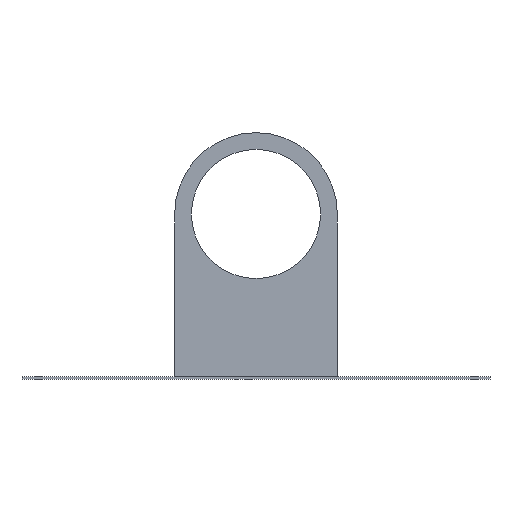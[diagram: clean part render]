
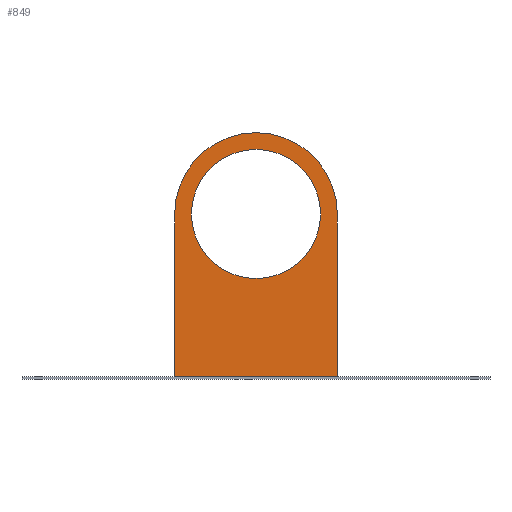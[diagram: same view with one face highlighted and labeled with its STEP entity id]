
A CAD part, front view. The second image highlights one B-rep face of the part: STEP entity #849.
In plain terms, the highlighted planar face has unit normal (0, -1, 0).
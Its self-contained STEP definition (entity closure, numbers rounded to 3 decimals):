
#126 = PLANE('',#127);
#127 = AXIS2_PLACEMENT_3D('',#128,#129,#130);
#128 = CARTESIAN_POINT('',(-69.735,-26.,0.4));
#129 = DIRECTION('',(0.,0.,1.));
#130 = DIRECTION('',(1.,0.,0.));
#338 = VERTEX_POINT('',#339);
#339 = CARTESIAN_POINT('',(-24.235,-0.886,0.4));
#353 = PLANE('',#354);
#354 = AXIS2_PLACEMENT_3D('',#355,#356,#357);
#355 = CARTESIAN_POINT('',(-24.235,0.886,
    -23.835));
#356 = DIRECTION('',(1.,0.,0.));
#357 = DIRECTION('',(0.,-1.,0.));
#394 = VERTEX_POINT('',#395);
#395 = CARTESIAN_POINT('',(24.235,-0.886,0.4));
#409 = PLANE('',#410);
#410 = AXIS2_PLACEMENT_3D('',#411,#412,#413);
#411 = CARTESIAN_POINT('',(24.235,0.886,
    -23.835));
#412 = DIRECTION('',(1.,0.,0.));
#413 = DIRECTION('',(0.,-1.,0.));
#421 = EDGE_CURVE('',#338,#394,#422,.T.);
#422 = SURFACE_CURVE('',#423,(#427,#434),.PCURVE_S1.);
#423 = LINE('',#424,#425);
#424 = CARTESIAN_POINT('',(0.,-0.886,0.4));
#425 = VECTOR('',#426,1.);
#426 = DIRECTION('',(1.,0.,0.));
#427 = PCURVE('',#126,#428);
#428 = DEFINITIONAL_REPRESENTATION('',(#429),#433);
#429 = LINE('',#430,#431);
#430 = CARTESIAN_POINT('',(69.735,25.114));
#431 = VECTOR('',#432,1.);
#432 = DIRECTION('',(1.,0.));
#433 = ( GEOMETRIC_REPRESENTATION_CONTEXT(2) 
PARAMETRIC_REPRESENTATION_CONTEXT() REPRESENTATION_CONTEXT('2D SPACE',''
  ) );
#434 = PCURVE('',#435,#440);
#435 = PLANE('',#436);
#436 = AXIS2_PLACEMENT_3D('',#437,#438,#439);
#437 = CARTESIAN_POINT('',(-24.235,-0.886,
    -23.835));
#438 = DIRECTION('',(0.,-1.,0.));
#439 = DIRECTION('',(1.,0.,0.));
#440 = DEFINITIONAL_REPRESENTATION('',(#441),#445);
#441 = LINE('',#442,#443);
#442 = CARTESIAN_POINT('',(24.235,24.235));
#443 = VECTOR('',#444,1.);
#444 = DIRECTION('',(1.,0.));
#445 = ( GEOMETRIC_REPRESENTATION_CONTEXT(2) 
PARAMETRIC_REPRESENTATION_CONTEXT() REPRESENTATION_CONTEXT('2D SPACE',''
  ) );
#777 = EDGE_CURVE('',#338,#778,#780,.T.);
#778 = VERTEX_POINT('',#779);
#779 = CARTESIAN_POINT('',(-24.235,-0.886,
    48.881));
#780 = SURFACE_CURVE('',#781,(#785,#792),.PCURVE_S1.);
#781 = LINE('',#782,#783);
#782 = CARTESIAN_POINT('',(-24.235,-0.886,
    -23.835));
#783 = VECTOR('',#784,1.);
#784 = DIRECTION('',(0.,0.,1.));
#785 = PCURVE('',#353,#786);
#786 = DEFINITIONAL_REPRESENTATION('',(#787),#791);
#787 = LINE('',#788,#789);
#788 = CARTESIAN_POINT('',(1.773,0.));
#789 = VECTOR('',#790,1.);
#790 = DIRECTION('',(0.,-1.));
#791 = ( GEOMETRIC_REPRESENTATION_CONTEXT(2) 
PARAMETRIC_REPRESENTATION_CONTEXT() REPRESENTATION_CONTEXT('2D SPACE',''
  ) );
#792 = PCURVE('',#435,#793);
#793 = DEFINITIONAL_REPRESENTATION('',(#794),#798);
#794 = LINE('',#795,#796);
#795 = CARTESIAN_POINT('',(0.,0.));
#796 = VECTOR('',#797,1.);
#797 = DIRECTION('',(0.,1.));
#798 = ( GEOMETRIC_REPRESENTATION_CONTEXT(2) 
PARAMETRIC_REPRESENTATION_CONTEXT() REPRESENTATION_CONTEXT('2D SPACE',''
  ) );
#838 = CYLINDRICAL_SURFACE('',#839,24.225);
#839 = AXIS2_PLACEMENT_3D('',#840,#841,#842);
#840 = CARTESIAN_POINT('',(-0.01,0.886,
    48.881));
#841 = DIRECTION('',(0.,-1.,0.));
#842 = DIRECTION('',(-1.,-0.,0.));
#849 = ADVANCED_FACE('',(#850,#960),#435,.T.);
#850 = FACE_BOUND('',#851,.T.);
#851 = EDGE_LOOP('',(#852,#853,#854,#877,#906,#934));
#852 = ORIENTED_EDGE('',*,*,#777,.F.);
#853 = ORIENTED_EDGE('',*,*,#421,.T.);
#854 = ORIENTED_EDGE('',*,*,#855,.T.);
#855 = EDGE_CURVE('',#394,#856,#858,.T.);
#856 = VERTEX_POINT('',#857);
#857 = CARTESIAN_POINT('',(24.235,-0.886,
    48.881));
#858 = SURFACE_CURVE('',#859,(#863,#870),.PCURVE_S1.);
#859 = LINE('',#860,#861);
#860 = CARTESIAN_POINT('',(24.235,-0.886,
    -23.835));
#861 = VECTOR('',#862,1.);
#862 = DIRECTION('',(0.,0.,1.));
#863 = PCURVE('',#435,#864);
#864 = DEFINITIONAL_REPRESENTATION('',(#865),#869);
#865 = LINE('',#866,#867);
#866 = CARTESIAN_POINT('',(48.471,0.));
#867 = VECTOR('',#868,1.);
#868 = DIRECTION('',(0.,1.));
#869 = ( GEOMETRIC_REPRESENTATION_CONTEXT(2) 
PARAMETRIC_REPRESENTATION_CONTEXT() REPRESENTATION_CONTEXT('2D SPACE',''
  ) );
#870 = PCURVE('',#409,#871);
#871 = DEFINITIONAL_REPRESENTATION('',(#872),#876);
#872 = LINE('',#873,#874);
#873 = CARTESIAN_POINT('',(1.773,0.));
#874 = VECTOR('',#875,1.);
#875 = DIRECTION('',(0.,-1.));
#876 = ( GEOMETRIC_REPRESENTATION_CONTEXT(2) 
PARAMETRIC_REPRESENTATION_CONTEXT() REPRESENTATION_CONTEXT('2D SPACE',''
  ) );
#877 = ORIENTED_EDGE('',*,*,#878,.T.);
#878 = EDGE_CURVE('',#856,#879,#881,.T.);
#879 = VERTEX_POINT('',#880);
#880 = CARTESIAN_POINT('',(0.01,-0.886,
    73.106));
#881 = SURFACE_CURVE('',#882,(#887,#894),.PCURVE_S1.);
#882 = CIRCLE('',#883,24.225);
#883 = AXIS2_PLACEMENT_3D('',#884,#885,#886);
#884 = CARTESIAN_POINT('',(0.01,-0.886,
    48.881));
#885 = DIRECTION('',(0.,-1.,0.));
#886 = DIRECTION('',(0.,-0.,-1.));
#887 = PCURVE('',#435,#888);
#888 = DEFINITIONAL_REPRESENTATION('',(#889),#893);
#889 = CIRCLE('',#890,24.225);
#890 = AXIS2_PLACEMENT_2D('',#891,#892);
#891 = CARTESIAN_POINT('',(24.245,72.716));
#892 = DIRECTION('',(0.,-1.));
#893 = ( GEOMETRIC_REPRESENTATION_CONTEXT(2) 
PARAMETRIC_REPRESENTATION_CONTEXT() REPRESENTATION_CONTEXT('2D SPACE',''
  ) );
#894 = PCURVE('',#895,#900);
#895 = CYLINDRICAL_SURFACE('',#896,24.225);
#896 = AXIS2_PLACEMENT_3D('',#897,#898,#899);
#897 = CARTESIAN_POINT('',(0.01,0.886,
    48.881));
#898 = DIRECTION('',(0.,-1.,0.));
#899 = DIRECTION('',(1.,0.,0.));
#900 = DEFINITIONAL_REPRESENTATION('',(#901),#905);
#901 = LINE('',#902,#903);
#902 = CARTESIAN_POINT('',(-1.571,1.773));
#903 = VECTOR('',#904,1.);
#904 = DIRECTION('',(1.,0.));
#905 = ( GEOMETRIC_REPRESENTATION_CONTEXT(2) 
PARAMETRIC_REPRESENTATION_CONTEXT() REPRESENTATION_CONTEXT('2D SPACE',''
  ) );
#906 = ORIENTED_EDGE('',*,*,#907,.F.);
#907 = EDGE_CURVE('',#908,#879,#910,.T.);
#908 = VERTEX_POINT('',#909);
#909 = CARTESIAN_POINT('',(-0.01,-0.886,
    73.106));
#910 = SURFACE_CURVE('',#911,(#915,#922),.PCURVE_S1.);
#911 = LINE('',#912,#913);
#912 = CARTESIAN_POINT('',(-24.235,-0.886,
    73.106));
#913 = VECTOR('',#914,1.);
#914 = DIRECTION('',(1.,0.,0.));
#915 = PCURVE('',#435,#916);
#916 = DEFINITIONAL_REPRESENTATION('',(#917),#921);
#917 = LINE('',#918,#919);
#918 = CARTESIAN_POINT('',(0.,96.942));
#919 = VECTOR('',#920,1.);
#920 = DIRECTION('',(1.,0.));
#921 = ( GEOMETRIC_REPRESENTATION_CONTEXT(2) 
PARAMETRIC_REPRESENTATION_CONTEXT() REPRESENTATION_CONTEXT('2D SPACE',''
  ) );
#922 = PCURVE('',#923,#928);
#923 = PLANE('',#924);
#924 = AXIS2_PLACEMENT_3D('',#925,#926,#927);
#925 = CARTESIAN_POINT('',(-24.235,0.886,
    73.106));
#926 = DIRECTION('',(0.,0.,1.));
#927 = DIRECTION('',(0.,-1.,0.));
#928 = DEFINITIONAL_REPRESENTATION('',(#929),#933);
#929 = LINE('',#930,#931);
#930 = CARTESIAN_POINT('',(1.773,0.));
#931 = VECTOR('',#932,1.);
#932 = DIRECTION('',(0.,1.));
#933 = ( GEOMETRIC_REPRESENTATION_CONTEXT(2) 
PARAMETRIC_REPRESENTATION_CONTEXT() REPRESENTATION_CONTEXT('2D SPACE',''
  ) );
#934 = ORIENTED_EDGE('',*,*,#935,.F.);
#935 = EDGE_CURVE('',#778,#908,#936,.T.);
#936 = SURFACE_CURVE('',#937,(#942,#953),.PCURVE_S1.);
#937 = CIRCLE('',#938,24.225);
#938 = AXIS2_PLACEMENT_3D('',#939,#940,#941);
#939 = CARTESIAN_POINT('',(-0.01,-0.886,
    48.881));
#940 = DIRECTION('',(-0.,1.,0.));
#941 = DIRECTION('',(0.,0.,-1.));
#942 = PCURVE('',#435,#943);
#943 = DEFINITIONAL_REPRESENTATION('',(#944),#952);
#944 = ( BOUNDED_CURVE() B_SPLINE_CURVE(2,(#945,#946,#947,#948,#949,#950
,#951),.UNSPECIFIED.,.T.,.F.) B_SPLINE_CURVE_WITH_KNOTS((1,2,2,2,2,1),(
    -2.094,0.,2.094,4.189,6.283,
8.378),.UNSPECIFIED.) CURVE() GEOMETRIC_REPRESENTATION_ITEM() 
RATIONAL_B_SPLINE_CURVE((1.,0.5,1.,0.5,1.,0.5,1.)) REPRESENTATION_ITEM(
  '') );
#945 = CARTESIAN_POINT('',(24.225,48.491));
#946 = CARTESIAN_POINT('',(-17.734,48.491));
#947 = CARTESIAN_POINT('',(3.246,84.829));
#948 = CARTESIAN_POINT('',(24.225,121.167));
#949 = CARTESIAN_POINT('',(45.205,84.829));
#950 = CARTESIAN_POINT('',(66.185,48.491));
#951 = CARTESIAN_POINT('',(24.225,48.491));
#952 = ( GEOMETRIC_REPRESENTATION_CONTEXT(2) 
PARAMETRIC_REPRESENTATION_CONTEXT() REPRESENTATION_CONTEXT('2D SPACE',''
  ) );
#953 = PCURVE('',#838,#954);
#954 = DEFINITIONAL_REPRESENTATION('',(#955),#959);
#955 = LINE('',#956,#957);
#956 = CARTESIAN_POINT('',(1.571,1.773));
#957 = VECTOR('',#958,1.);
#958 = DIRECTION('',(-1.,0.));
#959 = ( GEOMETRIC_REPRESENTATION_CONTEXT(2) 
PARAMETRIC_REPRESENTATION_CONTEXT() REPRESENTATION_CONTEXT('2D SPACE',''
  ) );
#960 = FACE_BOUND('',#961,.T.);
#961 = EDGE_LOOP('',(#962));
#962 = ORIENTED_EDGE('',*,*,#963,.T.);
#963 = EDGE_CURVE('',#964,#964,#966,.T.);
#964 = VERTEX_POINT('',#965);
#965 = CARTESIAN_POINT('',(19.235,-0.886,
    48.871));
#966 = SURFACE_CURVE('',#967,(#972,#983),.PCURVE_S1.);
#967 = CIRCLE('',#968,19.235);
#968 = AXIS2_PLACEMENT_3D('',#969,#970,#971);
#969 = CARTESIAN_POINT('',(0.,-0.886,48.871));
#970 = DIRECTION('',(-0.,1.,0.));
#971 = DIRECTION('',(1.,0.,0.));
#972 = PCURVE('',#435,#973);
#973 = DEFINITIONAL_REPRESENTATION('',(#974),#982);
#974 = ( BOUNDED_CURVE() B_SPLINE_CURVE(2,(#975,#976,#977,#978,#979,#980
,#981),.UNSPECIFIED.,.T.,.F.) B_SPLINE_CURVE_WITH_KNOTS((1,2,2,2,2,1),(
    -2.094,0.,2.094,4.189,6.283,
8.378),.UNSPECIFIED.) CURVE() GEOMETRIC_REPRESENTATION_ITEM() 
RATIONAL_B_SPLINE_CURVE((1.,0.5,1.,0.5,1.,0.5,1.)) REPRESENTATION_ITEM(
  '') );
#975 = CARTESIAN_POINT('',(43.471,72.706));
#976 = CARTESIAN_POINT('',(43.471,39.39));
#977 = CARTESIAN_POINT('',(14.618,56.048));
#978 = CARTESIAN_POINT('',(-14.235,72.706));
#979 = CARTESIAN_POINT('',(14.618,89.365));
#980 = CARTESIAN_POINT('',(43.471,106.023));
#981 = CARTESIAN_POINT('',(43.471,72.706));
#982 = ( GEOMETRIC_REPRESENTATION_CONTEXT(2) 
PARAMETRIC_REPRESENTATION_CONTEXT() REPRESENTATION_CONTEXT('2D SPACE',''
  ) );
#983 = PCURVE('',#984,#989);
#984 = CYLINDRICAL_SURFACE('',#985,19.235);
#985 = AXIS2_PLACEMENT_3D('',#986,#987,#988);
#986 = CARTESIAN_POINT('',(0.,72.706,48.871));
#987 = DIRECTION('',(0.,1.,0.));
#988 = DIRECTION('',(1.,0.,0.));
#989 = DEFINITIONAL_REPRESENTATION('',(#990),#994);
#990 = LINE('',#991,#992);
#991 = CARTESIAN_POINT('',(-6.283,-73.593));
#992 = VECTOR('',#993,1.);
#993 = DIRECTION('',(1.,-0.));
#994 = ( GEOMETRIC_REPRESENTATION_CONTEXT(2) 
PARAMETRIC_REPRESENTATION_CONTEXT() REPRESENTATION_CONTEXT('2D SPACE',''
  ) );
